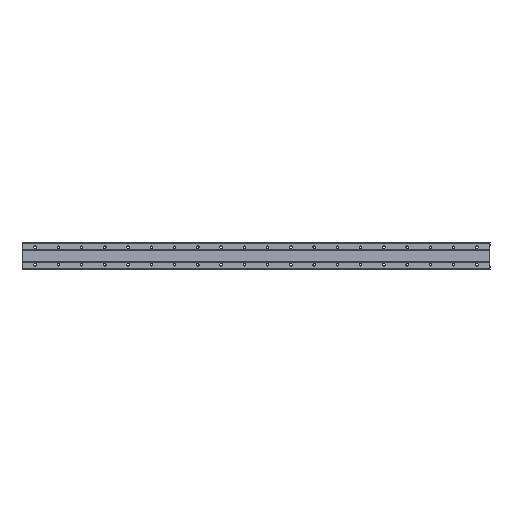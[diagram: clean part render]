
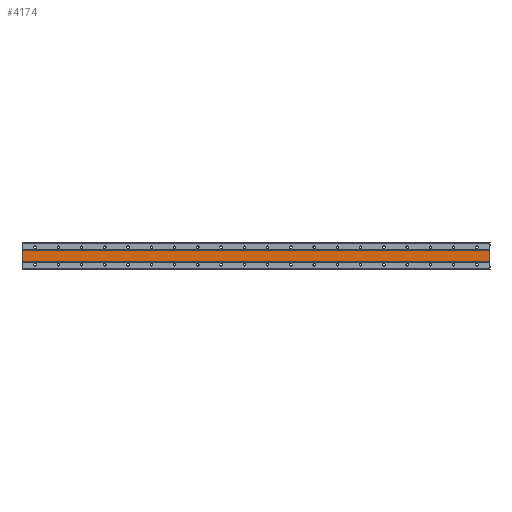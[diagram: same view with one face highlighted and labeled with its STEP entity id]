
A CAD part, front view. The second image highlights one B-rep face of the part: STEP entity #4174.
In plain terms, the highlighted planar face has unit normal (0, -1, 0).
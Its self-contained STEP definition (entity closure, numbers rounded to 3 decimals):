
#194 = VERTEX_POINT ( 'NONE', #5569 ) ;
#312 = CARTESIAN_POINT ( 'NONE',  ( 1565., 1., -20. ) ) ;
#705 = VECTOR ( 'NONE', #5871, 1000. ) ;
#955 = FACE_OUTER_BOUND ( 'NONE', #1598, .T. ) ;
#1005 = CARTESIAN_POINT ( 'NONE',  ( -45., 1., -20. ) ) ;
#1096 = EDGE_CURVE ( 'NONE', #7136, #3964, #4407, .T. ) ;
#1176 = ORIENTED_EDGE ( 'NONE', *, *, #6362, .F. ) ;
#1351 = LINE ( 'NONE', #2437, #705 ) ;
#1446 = DIRECTION ( 'NONE',  ( 0., 0., 1. ) ) ;
#1598 = EDGE_LOOP ( 'NONE', ( #1176, #2542, #2984, #4820 ) ) ;
#1651 = VECTOR ( 'NONE', #6710, 1000. ) ;
#2333 = CARTESIAN_POINT ( 'NONE',  ( -45., 1., 20. ) ) ;
#2437 = CARTESIAN_POINT ( 'NONE',  ( 1565., 1., 20. ) ) ;
#2542 = ORIENTED_EDGE ( 'NONE', *, *, #5909, .F. ) ;
#2616 = DIRECTION ( 'NONE',  ( -1., 0., 0. ) ) ;
#2766 = LINE ( 'NONE', #6272, #6617 ) ;
#2984 = ORIENTED_EDGE ( 'NONE', *, *, #4344, .F. ) ;
#3249 = CARTESIAN_POINT ( 'NONE',  ( 1565., 1., -20. ) ) ;
#3423 = AXIS2_PLACEMENT_3D ( 'NONE', #4262, #3809, #1446 ) ;
#3809 = DIRECTION ( 'NONE',  ( 0., 1., 0. ) ) ;
#3964 = VERTEX_POINT ( 'NONE', #2333 ) ;
#4174 = ADVANCED_FACE ( 'NONE', ( #955 ), #6646, .F. ) ;
#4262 = CARTESIAN_POINT ( 'NONE',  ( 1565., 1., 20. ) ) ;
#4344 = EDGE_CURVE ( 'NONE', #3964, #194, #1351, .T. ) ;
#4407 = LINE ( 'NONE', #6048, #1651 ) ;
#4540 = VERTEX_POINT ( 'NONE', #3249 ) ;
#4820 = ORIENTED_EDGE ( 'NONE', *, *, #1096, .F. ) ;
#5569 = CARTESIAN_POINT ( 'NONE',  ( 1565., 1., 20. ) ) ;
#5871 = DIRECTION ( 'NONE',  ( 1., 0., 0. ) ) ;
#5909 = EDGE_CURVE ( 'NONE', #194, #4540, #2766, .T. ) ;
#6048 = CARTESIAN_POINT ( 'NONE',  ( -45., 1., 20. ) ) ;
#6050 = LINE ( 'NONE', #312, #7310 ) ;
#6198 = DIRECTION ( 'NONE',  ( 0., 0., -1. ) ) ;
#6272 = CARTESIAN_POINT ( 'NONE',  ( 1565., 1., 20. ) ) ;
#6362 = EDGE_CURVE ( 'NONE', #4540, #7136, #6050, .T. ) ;
#6617 = VECTOR ( 'NONE', #6198, 1000. ) ;
#6646 = PLANE ( 'NONE',  #3423 ) ;
#6710 = DIRECTION ( 'NONE',  ( 0., 0., 1. ) ) ;
#7136 = VERTEX_POINT ( 'NONE', #1005 ) ;
#7310 = VECTOR ( 'NONE', #2616, 1000. ) ;
